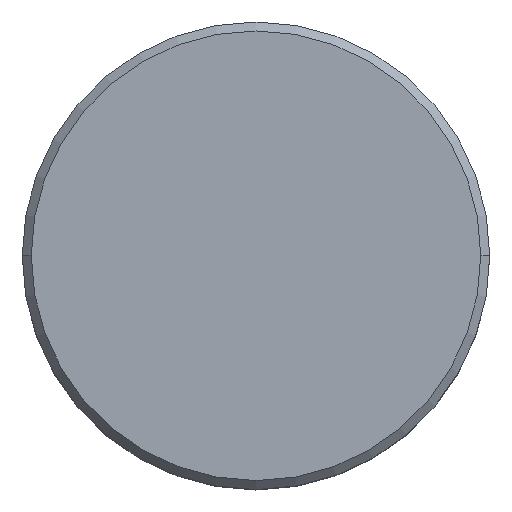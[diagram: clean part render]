
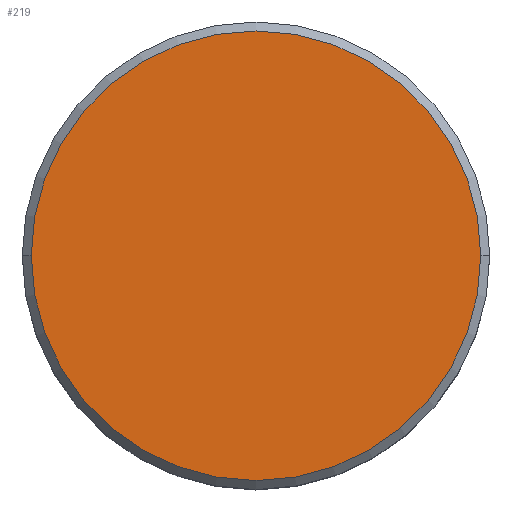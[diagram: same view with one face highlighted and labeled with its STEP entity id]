
A CAD part, top view. The second image highlights one B-rep face of the part: STEP entity #219.
In plain terms, the highlighted planar face has unit normal (0, 0, 1).
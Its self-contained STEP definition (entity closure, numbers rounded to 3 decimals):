
#9 = DIRECTION ( 'NONE',  ( 0., 0., 1. ) ) ;
#14 = AXIS2_PLACEMENT_3D ( 'NONE', #129, #406, #94 ) ;
#22 = CARTESIAN_POINT ( 'NONE',  ( -12.5, 0., 0. ) ) ;
#31 = AXIS2_PLACEMENT_3D ( 'NONE', #387, #9, #114 ) ;
#66 = CARTESIAN_POINT ( 'NONE',  ( 0., 0., 0. ) ) ;
#94 = DIRECTION ( 'NONE',  ( 1., 0., 0. ) ) ;
#114 = DIRECTION ( 'NONE',  ( 1., 0., 0. ) ) ;
#118 = EDGE_LOOP ( 'NONE', ( #257, #120 ) ) ;
#119 = FACE_OUTER_BOUND ( 'NONE', #118, .T. ) ;
#120 = ORIENTED_EDGE ( 'NONE', *, *, #131, .T. ) ;
#129 = CARTESIAN_POINT ( 'NONE',  ( 0., 0., 0. ) ) ;
#131 = EDGE_CURVE ( 'NONE', #310, #145, #292, .T. ) ;
#145 = VERTEX_POINT ( 'NONE', #22 ) ;
#173 = DIRECTION ( 'NONE',  ( 1., 0., 0. ) ) ;
#180 = EDGE_CURVE ( 'NONE', #145, #310, #425, .T. ) ;
#199 = DIRECTION ( 'NONE',  ( 0., 0., 1. ) ) ;
#219 = ADVANCED_FACE ( 'NONE', ( #119 ), #267, .T. ) ;
#221 = CARTESIAN_POINT ( 'NONE',  ( 12.5, 0., 0. ) ) ;
#234 = AXIS2_PLACEMENT_3D ( 'NONE', #66, #199, #173 ) ;
#257 = ORIENTED_EDGE ( 'NONE', *, *, #180, .T. ) ;
#267 = PLANE ( 'NONE',  #31 ) ;
#292 = CIRCLE ( 'NONE', #234, 12.5 ) ;
#310 = VERTEX_POINT ( 'NONE', #221 ) ;
#387 = CARTESIAN_POINT ( 'NONE',  ( 0., 0., 0. ) ) ;
#406 = DIRECTION ( 'NONE',  ( 0., 0., 1. ) ) ;
#425 = CIRCLE ( 'NONE', #14, 12.5 ) ;
